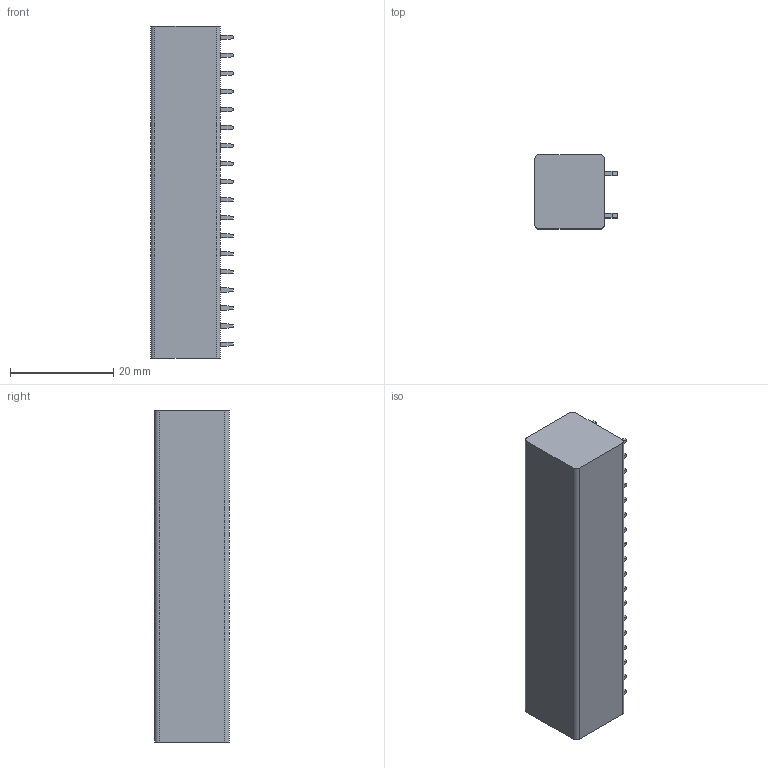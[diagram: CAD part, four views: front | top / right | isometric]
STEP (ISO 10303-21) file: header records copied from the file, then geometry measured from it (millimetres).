
FILE_DESCRIPTION((''),'2;1');
FILE_NAME('PRT0005','2024-09-25T',('sj'),(''),'PRO/ENGINEER BY PARAMETRIC TECHNOLOGY CORPORATION, 2013240','PRO/ENGINEER BY PARAMETRIC TECHNOLOGY CORPORATION, 2013240','');
FILE_SCHEMA(('AUTOMOTIVE_DESIGN_CC2 { 1 2 10303 214 -1 1 5 2 }'));
Length unit declared in the file: millimetre
Products named in the file (1): PRT0005
Bounding box: 16 x 14.4 x 64.4 mm (x, y, z)
Volume: 12012.9 mm3; surface area: 4796.3 mm2
Topology: 1 solids, 1 shells, 908 faces, 2252 edges, 1418 vertices
Faces by surface type: plane 442, cylinder 272, bspline 104, torus 54, cone 36
Entity records: 31092 total; most frequent: CARTESIAN_POINT 10230, ORIENTED_EDGE 4504, DIRECTION 4042, EDGE_CURVE 2252, VERTEX_POINT 1418, AXIS2_PLACEMENT_3D 1348, VECTOR 1346, LINE 1346
